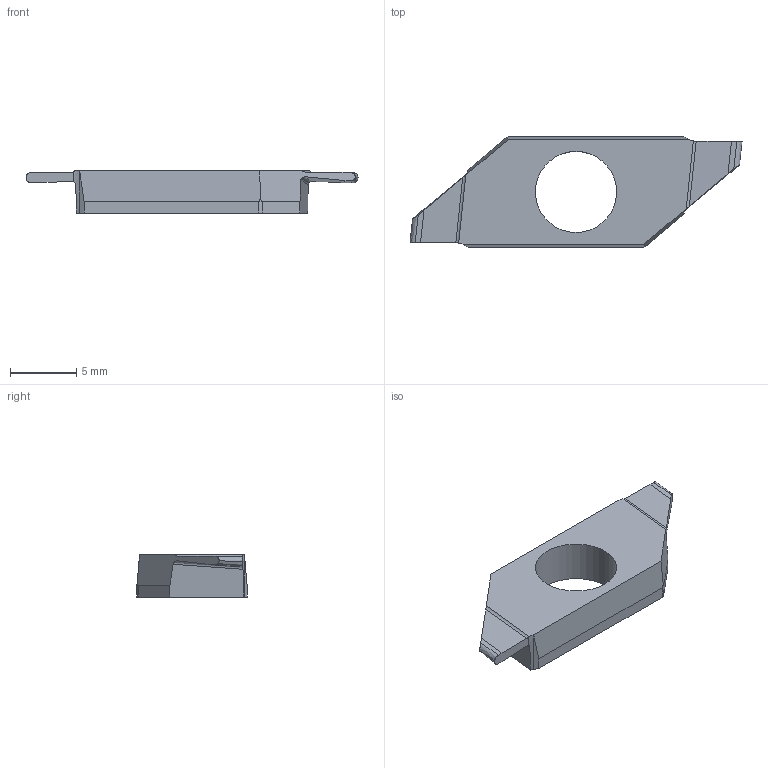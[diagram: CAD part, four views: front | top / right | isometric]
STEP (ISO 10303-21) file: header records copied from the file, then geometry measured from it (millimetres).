
FILE_DESCRIPTION(/* description */ (''),/* implementation_level */ '2;1');
FILE_NAME(/* name */ '1529491117226.stp',/* time_stamp */ '2018-06-20T12:38:41+02:00',/* author */ (''),/* organization */ ('SMS'),/* preprocessor_version */ 'ST-DEVELOPER v15',/* originating_system */ 'SIEMENS PLM Software NX 8.5',/* authorisation */ '');
FILE_SCHEMA (('AUTOMOTIVE_DESIGN { 1 0 10303 214 3 1 1 1 }'));
Length unit declared in the file: millimetre
Products named in the file (1): 201722360mod000_00
Bounding box: 25 x 8.3 x 3.18 mm (x, y, z)
Volume: 332.2 mm3; surface area: 463.2 mm2
Topology: 1 solids, 1 shells, 38 faces, 113 edges, 77 vertices
Faces by surface type: plane 25, extrusion 8, cylinder 3, bspline 2
Full cylindrical faces by diameter (mm): 6.105 x1
Entity records: 1782 total; most frequent: CARTESIAN_POINT 753, ORIENTED_EDGE 222, DIRECTION 167, EDGE_CURVE 111, VECTOR 79, VERTEX_POINT 76, LINE 71, AXIS2_PLACEMENT_3D 44
